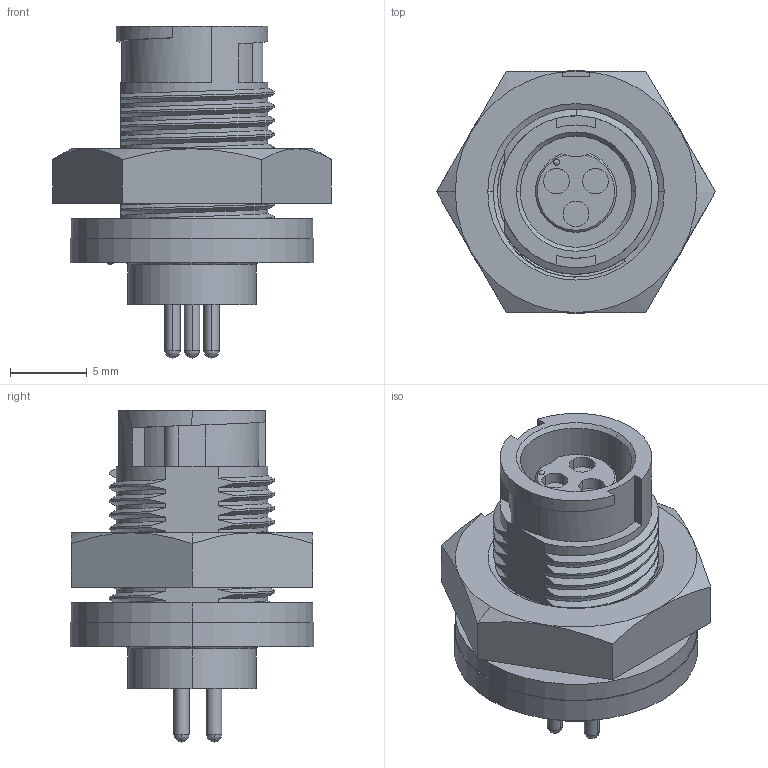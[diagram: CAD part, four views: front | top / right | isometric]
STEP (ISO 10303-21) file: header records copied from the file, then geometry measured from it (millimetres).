
FILE_DESCRIPTION (( 'STEP AP203' ), '1' );
FILE_NAME ('17281-3SG-300.STEP', '2013-07-10T18:14:09', ( 'J0FPBF1' ), ( '' ), 'SwSTEP 2.0', 'SolidWorks 2012', '' );
FILE_SCHEMA (( 'CONFIG_CONTROL_DESIGN' ));
Length unit declared in the file: inch
Products named in the file (1): 17281-3SG-300
Bounding box: 18.18 x 15.88 x 21.64 mm (x, y, z)
Volume: 1893.3 mm3; surface area: 2108.6 mm2
Topology: 2 solids, 2 shells, 162 faces, 431 edges, 275 vertices
Faces by surface type: cylinder 77, plane 35, bspline 34, cone 16
Entity records: 11913 total; most frequent: CARTESIAN_POINT 8275, ORIENTED_EDGE 838, DIRECTION 641, EDGE_CURVE 419, VERTEX_POINT 275, AXIS2_PLACEMENT_3D 243, EDGE_LOOP 178, ADVANCED_FACE 162
